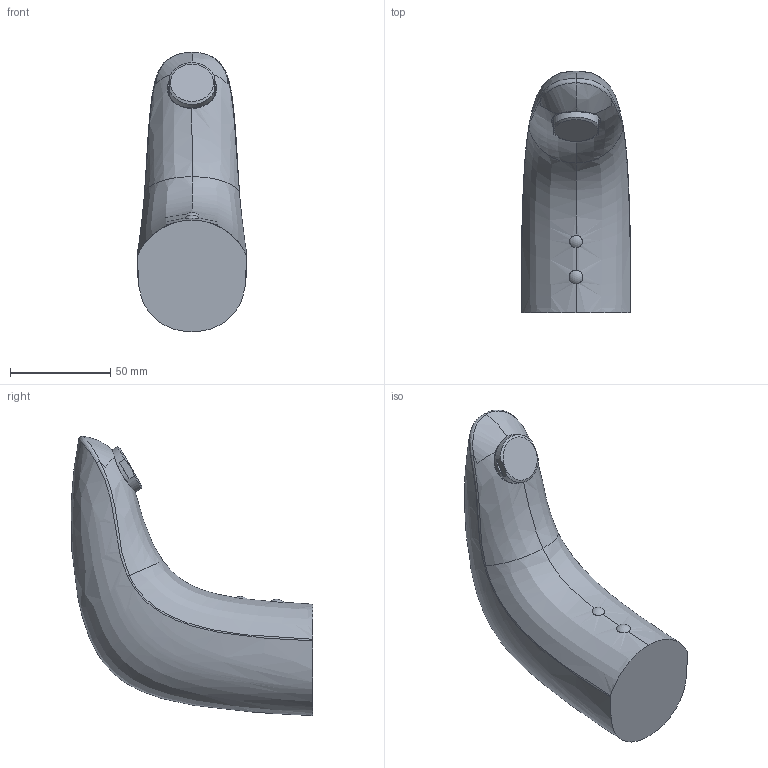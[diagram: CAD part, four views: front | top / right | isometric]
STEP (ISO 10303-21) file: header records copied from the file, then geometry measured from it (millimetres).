
FILE_DESCRIPTION (( 'STEP AP203' ), '1' );
FILE_NAME ('6159F+6159FN+6159FP+64402211+64402210.STEP', '2017-03-09T05:56:12', ( '' ), ( '' ), 'SwSTEP 2.0', 'SolidWorks 2016', '' );
FILE_SCHEMA (( 'CONFIG_CONTROL_DESIGN' ));
Length unit declared in the file: millimetre
Products named in the file (1): 6159F+6159FN+6159FP+64402211+64402210
Bounding box: 54.58 x 120.47 x 139.3 mm (x, y, z)
Volume: 336887.4 mm3; surface area: 30594.7 mm2
Topology: 1 solids, 1 shells, 28 faces, 79 edges, 54 vertices
Faces by surface type: bspline 16, plane 6, cone 3, sphere 2, cylinder 1
Full cylindrical faces by diameter (mm): 24 x1
Entity records: 7650 total; most frequent: CARTESIAN_POINT 7028, ORIENTED_EDGE 152, EDGE_CURVE 76, B_SPLINE_CURVE_WITH_KNOTS 63, VERTEX_POINT 53, DIRECTION 46, EDGE_LOOP 31, FACE_OUTER_BOUND 29
